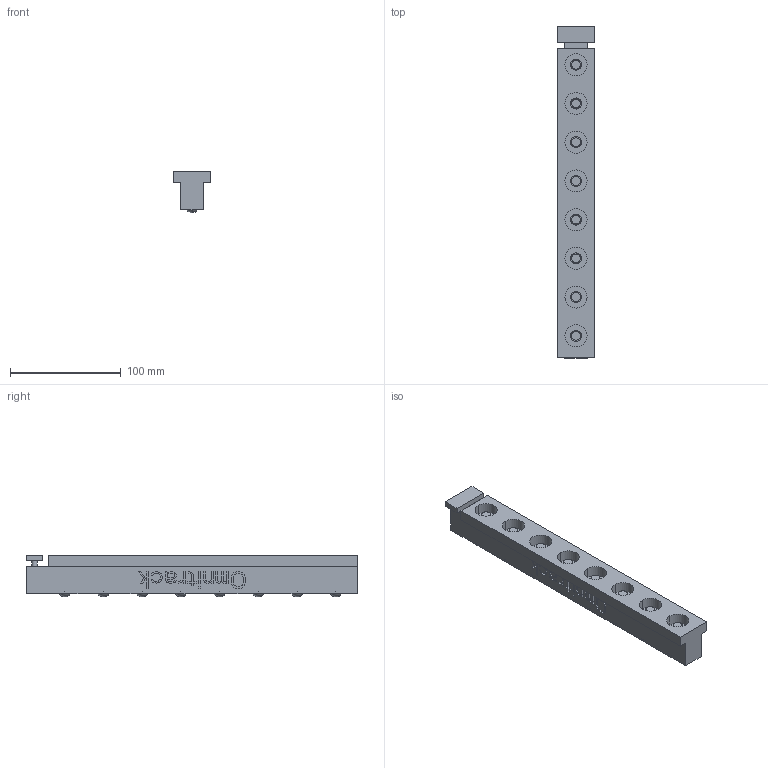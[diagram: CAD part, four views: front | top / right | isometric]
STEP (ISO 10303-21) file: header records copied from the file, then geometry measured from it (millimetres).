
FILE_DESCRIPTION((''),'2;1');
FILE_NAME('T20','2014-08-22T',('Justin'),(''),'PRO/ENGINEER BY PARAMETRIC TECHNOLOGY CORPORATION, 2009440','PRO/ENGINEER BY PARAMETRIC TECHNOLOGY CORPORATION, 2009440','');
FILE_SCHEMA(('CONFIG_CONTROL_DESIGN'));
Length unit declared in the file: millimetre
Products named in the file (1): T20
Bounding box: 34 x 300 x 37.6 mm (x, y, z)
Volume: 220469.7 mm3; surface area: 56713.3 mm2
Topology: 1 solids, 1 shells, 689 faces, 1860 edges, 1226 vertices
Faces by surface type: plane 587, cylinder 70, sphere 16, cone 16
Entity records: 21276 total; most frequent: CARTESIAN_POINT 3759, ORIENTED_EDGE 3688, DIRECTION 3442, EDGE_CURVE 1844, VECTOR 1624, LINE 1624, VERTEX_POINT 1226, AXIS2_PLACEMENT_3D 909
